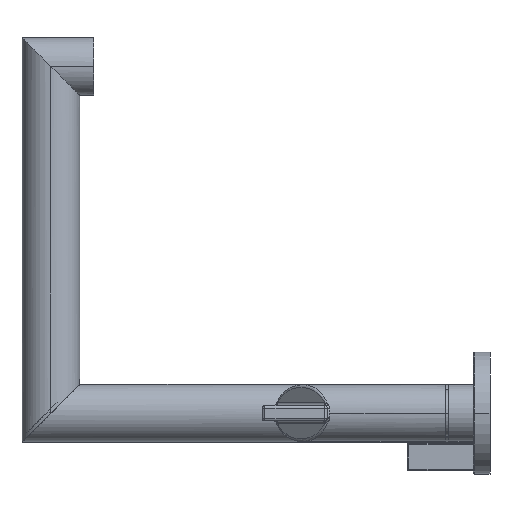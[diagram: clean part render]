
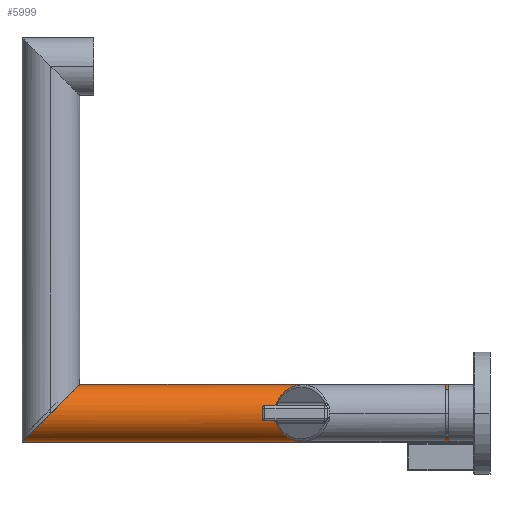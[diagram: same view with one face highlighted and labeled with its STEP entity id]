
A CAD part, left-side view. The second image highlights one B-rep face of the part: STEP entity #5999.
In plain terms, the highlighted cylindrical face has radius 11.113 mm (diameter 22.225 mm), a partial arc.
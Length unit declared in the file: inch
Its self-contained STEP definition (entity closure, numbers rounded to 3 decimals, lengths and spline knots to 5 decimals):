
#5056=CARTESIAN_POINT('',(0.,0.25,0.));
#5057=DIRECTION('',(0.,1.,0.));
#5058=DIRECTION('',(0.,0.,-1.));
#5059=AXIS2_PLACEMENT_3D('',#5056,#5057,#5058);
#5173=DIRECTION('',(0.,-1.,0.));
#5174=VECTOR('',#5173,6.8375);
#5175=CARTESIAN_POINT('',(0.,7.0875,-0.4375));
#5176=LINE('',#5175,#5174);
#5177=CARTESIAN_POINT('',(0.,7.0875,-0.4375));
#5178=CARTESIAN_POINT('',(-0.02578,7.0875,-0.4375));
#5179=CARTESIAN_POINT('',(-0.07927,7.08292,
-0.43292));
#5180=CARTESIAN_POINT('',(-0.16154,7.05971,
-0.40971));
#5181=CARTESIAN_POINT('',(-0.24082,7.01895,
-0.36895));
#5182=CARTESIAN_POINT('',(-0.31159,6.96159,
-0.31159));
#5183=CARTESIAN_POINT('',(-0.36896,6.89082,
-0.24082));
#5184=CARTESIAN_POINT('',(-0.40291,6.82476,
-0.17476));
#5185=CARTESIAN_POINT('',(-0.42132,6.7704,
-0.1204));
#5186=CARTESIAN_POINT('',(-0.43087,6.72952,
-0.07952));
#5187=CARTESIAN_POINT('',(-0.43544,6.69588,
-0.04588));
#5188=CARTESIAN_POINT('',(-0.43722,6.66944,
-0.01944));
#5189=CARTESIAN_POINT('',(-0.43764,6.65,0.));
#5190=CARTESIAN_POINT('',(-0.43722,6.63056,
0.01944));
#5191=CARTESIAN_POINT('',(-0.43544,6.60412,
0.04588));
#5192=CARTESIAN_POINT('',(-0.43087,6.57048,
0.07952));
#5193=CARTESIAN_POINT('',(-0.42132,6.5296,
0.1204));
#5194=CARTESIAN_POINT('',(-0.40291,6.47524,
0.17476));
#5195=CARTESIAN_POINT('',(-0.36896,6.40918,
0.24082));
#5196=CARTESIAN_POINT('',(-0.31159,6.33841,
0.31159));
#5197=CARTESIAN_POINT('',(-0.24082,6.28105,
0.36895));
#5198=CARTESIAN_POINT('',(-0.16154,6.24029,
0.40971));
#5199=CARTESIAN_POINT('',(-0.07927,6.21708,
0.43292));
#5200=CARTESIAN_POINT('',(-0.02578,6.2125,0.4375));
#5201=CARTESIAN_POINT('',(0.,6.2125,0.4375));
#5203=DIRECTION('',(0.,-1.,0.));
#5204=VECTOR('',#5203,5.9625);
#5205=CARTESIAN_POINT('',(0.,6.2125,0.4375));
#5206=LINE('',#5205,#5204);
#5722=CARTESIAN_POINT('',(0.,0.25,0.4375));
#5723=CARTESIAN_POINT('',(0.,0.25,-0.4375));
#5724=VERTEX_POINT('',#5722);
#5725=VERTEX_POINT('',#5723);
#5726=CARTESIAN_POINT('',(0.,6.2125,0.4375));
#5727=VERTEX_POINT('',#5726);
#5728=CARTESIAN_POINT('',(0.,7.0875,-0.4375));
#5729=VERTEX_POINT('',#5728);
#5987=CARTESIAN_POINT('',(0.,0.25,0.));
#5988=DIRECTION('',(0.,1.,0.));
#5989=DIRECTION('',(1.,0.,0.));
#5990=AXIS2_PLACEMENT_3D('',#5987,#5988,#5989);
#5991=CYLINDRICAL_SURFACE('',#5990,0.4375);
#5992=ORIENTED_EDGE('',*,*,#5878,.F.);
#5993=ORIENTED_EDGE('',*,*,#5982,.F.);
#5995=ORIENTED_EDGE('',*,*,#5994,.T.);
#5996=ORIENTED_EDGE('',*,*,#5978,.T.);
#5997=EDGE_LOOP('',(#5992,#5993,#5995,#5996));
#5998=FACE_OUTER_BOUND('',#5997,.F.);
#5999=ADVANCED_FACE('',(#5998),#5991,.T.);
#5060=CIRCLE('',#5059,0.4375);
#5202=B_SPLINE_CURVE_WITH_KNOTS('',3,(#5177,#5178,#5179,#5180,#5181,#5182,#5183,
#5184,#5185,#5186,#5187,#5188,#5189,#5190,#5191,#5192,#5193,#5194,#5195,#5196,
#5197,#5198,#5199,#5200,#5201),.UNSPECIFIED.,.F.,.F.,(4,1,1,1,1,1,1,1,1,1,1,1,1,
1,1,1,1,1,1,1,1,1,4),(0.,0.0625,0.125,0.1875,0.25,0.3125,0.375,
0.40625,0.4375,0.46875,0.48438,0.5,0.51563,0.53125,0.5625,
0.59375,0.625,0.6875,0.75,0.8125,0.875,0.9375,1.),
.UNSPECIFIED.);
#5878=EDGE_CURVE('',#5725,#5724,#5060,.T.);
#5978=EDGE_CURVE('',#5727,#5724,#5206,.T.);
#5982=EDGE_CURVE('',#5729,#5725,#5176,.T.);
#5994=EDGE_CURVE('',#5729,#5727,#5202,.T.);
